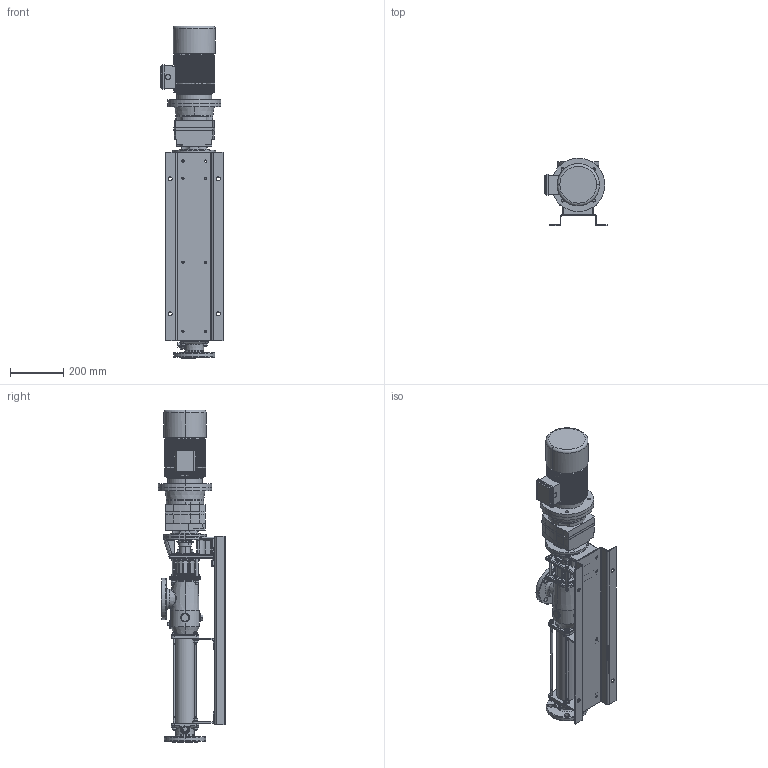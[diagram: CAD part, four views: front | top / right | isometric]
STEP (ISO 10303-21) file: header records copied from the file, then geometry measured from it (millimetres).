
FILE_DESCRIPTION (( 'STEP AP214' ), '1' );
FILE_NAME ('RDCA 512.SLDPRT...STEP', '2025-05-29T06:48:45', ( '' ), ( '' ), 'SwSTEP 2.0', 'SolidWorks 2021', '' );
FILE_SCHEMA (( 'AUTOMOTIVE_DESIGN' ));
Length unit declared in the file: millimetre
Products named in the file (1): RDCA 512.SLDPRT..
Bounding box: 233 x 252 x 1244 mm (x, y, z)
Volume: 12752652.4 mm3; surface area: 2071414 mm2
Topology: 87 solids, 89 shells, 3324 faces, 7887 edges, 4793 vertices
Faces by surface type: plane 1311, cylinder 1172, cone 423, torus 288, bspline 90, sphere 40
Entity records: 156082 total; most frequent: CARTESIAN_POINT 43926, ORIENTED_EDGE 15690, DIRECTION 15324, EDGE_CURVE 7845, AXIS2_PLACEMENT_3D 6200, VERTEX_POINT 4783, EDGE_LOOP 3660, UNCERTAINTY_MEASURE_WITH_UNIT 3413
